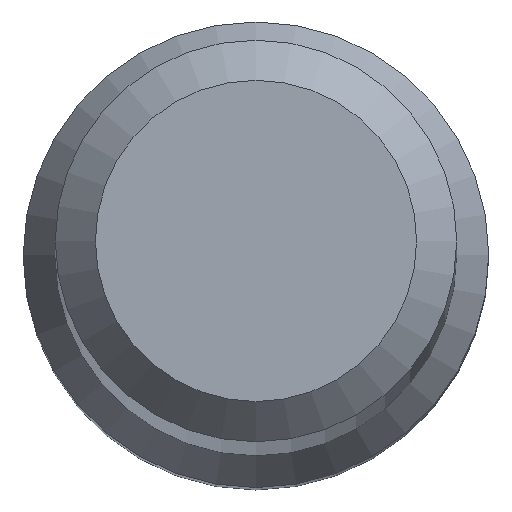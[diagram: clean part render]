
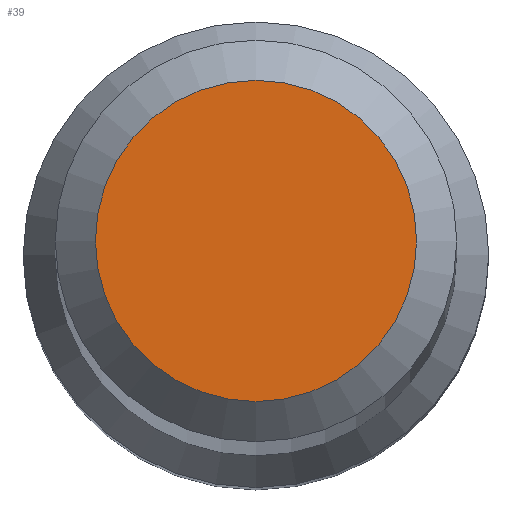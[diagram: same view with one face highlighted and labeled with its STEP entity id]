
A CAD part, top view. The second image highlights one B-rep face of the part: STEP entity #39.
In plain terms, the highlighted planar face has unit normal (0, 0, 1).
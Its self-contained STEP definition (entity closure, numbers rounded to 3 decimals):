
#14 = EDGE_LOOP ( 'NONE', ( #65 ) ) ;
#28 = EDGE_CURVE ( 'NONE', #109, #109, #217, .T. ) ;
#39 = ADVANCED_FACE ( 'NONE', ( #70 ), #104, .T. ) ;
#43 = AXIS2_PLACEMENT_3D ( 'NONE', #139, #116, #239 ) ;
#65 = ORIENTED_EDGE ( 'NONE', *, *, #28, .F. ) ;
#70 = FACE_OUTER_BOUND ( 'NONE', #14, .T. ) ;
#104 = PLANE ( 'NONE',  #43 ) ;
#109 = VERTEX_POINT ( 'NONE', #127 ) ;
#116 = DIRECTION ( 'NONE',  ( 0., 0., 1. ) ) ;
#120 = DIRECTION ( 'NONE',  ( 0., 1., 0. ) ) ;
#127 = CARTESIAN_POINT ( 'NONE',  ( 0., 1.2, 70. ) ) ;
#139 = CARTESIAN_POINT ( 'NONE',  ( 0., 0., 70. ) ) ;
#143 = AXIS2_PLACEMENT_3D ( 'NONE', #166, #204, #120 ) ;
#166 = CARTESIAN_POINT ( 'NONE',  ( 0., 0., 70. ) ) ;
#204 = DIRECTION ( 'NONE',  ( 0., 0., -1. ) ) ;
#217 = CIRCLE ( 'NONE', #143, 1.2 ) ;
#239 = DIRECTION ( 'NONE',  ( 0., -1., 0. ) ) ;
